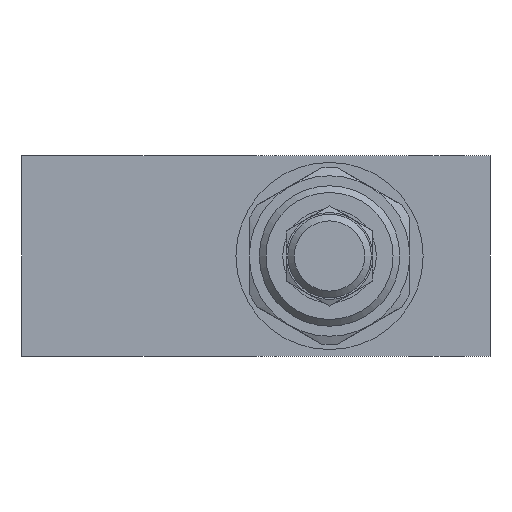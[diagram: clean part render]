
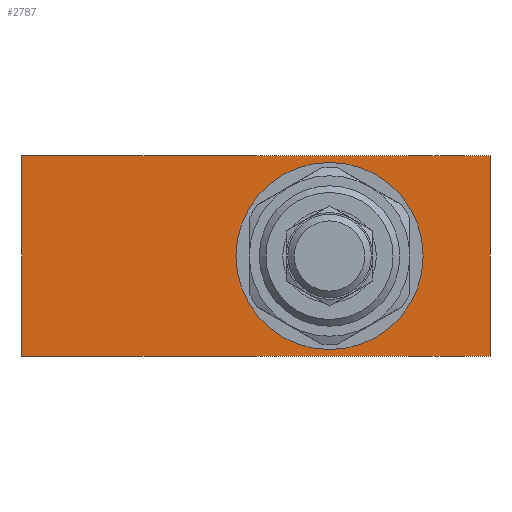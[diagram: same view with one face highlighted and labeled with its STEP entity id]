
A CAD part, left-side view. The second image highlights one B-rep face of the part: STEP entity #2787.
In plain terms, the highlighted planar face has unit normal (-1, 0, 0).
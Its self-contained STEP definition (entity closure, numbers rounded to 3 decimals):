
#188=LINE('',#3703,#260);
#193=LINE('',#3719,#265);
#196=LINE('',#3729,#268);
#199=LINE('',#3740,#271);
#260=VECTOR('',#3163,1000.);
#265=VECTOR('',#3174,1000.);
#268=VECTOR('',#3183,1000.);
#271=VECTOR('',#3196,1000.);
#361=ORIENTED_EDGE('',*,*,#889,.T.);
#362=ORIENTED_EDGE('',*,*,#870,.T.);
#363=ORIENTED_EDGE('',*,*,#888,.F.);
#364=ORIENTED_EDGE('',*,*,#877,.T.);
#365=ORIENTED_EDGE('',*,*,#882,.T.);
#870=EDGE_CURVE('',#1138,#1139,#188,.T.);
#877=EDGE_CURVE('',#1146,#1144,#193,.T.);
#882=EDGE_CURVE('',#1144,#1138,#196,.T.);
#888=EDGE_CURVE('',#1146,#1139,#199,.T.);
#889=EDGE_CURVE('',#1153,#1153,#1325,.T.);
#1138=VERTEX_POINT('',#3704);
#1139=VERTEX_POINT('',#3705);
#1144=VERTEX_POINT('',#3717);
#1146=VERTEX_POINT('',#3720);
#1153=VERTEX_POINT('',#3743);
#1325=CIRCLE('',#2936,14.);
#1430=EDGE_LOOP('',(#361));
#1431=EDGE_LOOP('',(#362,#363,#364,#365));
#1612=FACE_BOUND('',#1430,.T.);
#1613=FACE_BOUND('',#1431,.T.);
#1785=PLANE('',#2935);
#2787=ADVANCED_FACE('',(#1612,#1613),#1785,.T.);
#2935=AXIS2_PLACEMENT_3D('',#3741,#3197,#3198);
#2936=AXIS2_PLACEMENT_3D('',#3742,#3199,#3200);
#3163=DIRECTION('',(0.,1.,0.));
#3174=DIRECTION('',(0.,-1.,0.));
#3183=DIRECTION('',(0.,0.,1.));
#3196=DIRECTION('',(0.,0.,1.));
#3197=DIRECTION('',(-1.,0.,0.));
#3198=DIRECTION('',(0.,0.,1.));
#3199=DIRECTION('',(1.,0.,0.));
#3200=DIRECTION('',(0.,-1.,0.));
#3703=CARTESIAN_POINT('',(20.3,-10.,30.));
#3704=CARTESIAN_POINT('',(20.3,-10.,30.));
#3705=CARTESIAN_POINT('',(20.3,60.,30.));
#3717=CARTESIAN_POINT('',(20.3,-10.,0.));
#3719=CARTESIAN_POINT('',(20.3,60.,0.));
#3720=CARTESIAN_POINT('',(20.3,60.,0.));
#3729=CARTESIAN_POINT('',(20.3,-10.,0.));
#3740=CARTESIAN_POINT('',(20.3,60.,0.));
#3741=CARTESIAN_POINT('',(20.3,-10.,0.));
#3742=CARTESIAN_POINT('',(20.3,14.,15.));
#3743=CARTESIAN_POINT('',(20.3,0.,15.));
